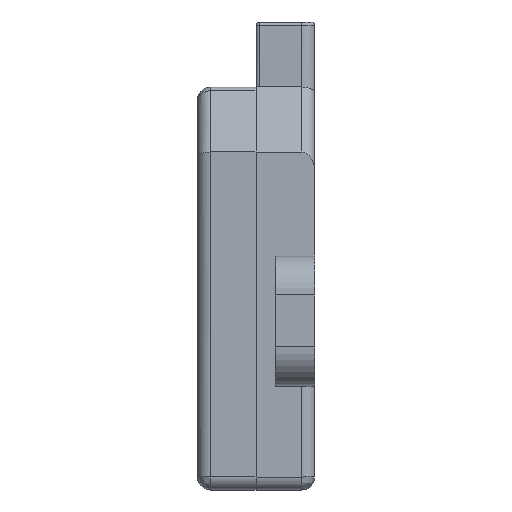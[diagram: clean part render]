
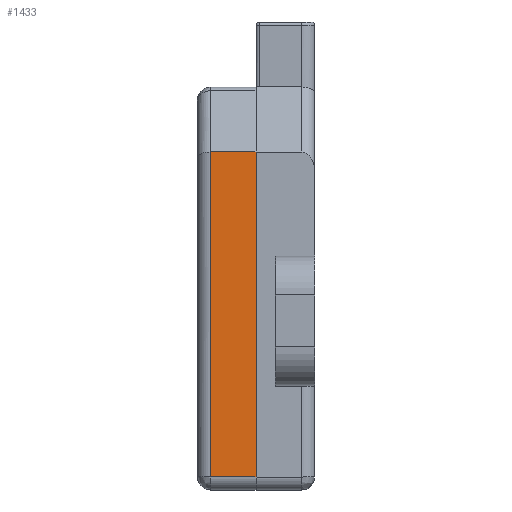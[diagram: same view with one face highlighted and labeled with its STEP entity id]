
A CAD part, left-side view. The second image highlights one B-rep face of the part: STEP entity #1433.
In plain terms, the highlighted planar face has unit normal (-1, 0, 0).
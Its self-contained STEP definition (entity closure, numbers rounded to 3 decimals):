
#96 = ORIENTED_EDGE ( 'NONE', *, *, #1717, .F. ) ;
#377 = EDGE_CURVE ( 'NONE', #2148, #1507, #1567, .T. ) ;
#441 = DIRECTION ( 'NONE',  ( 0., 1., 0. ) ) ;
#546 = LINE ( 'NONE', #1699, #2409 ) ;
#564 = DIRECTION ( 'NONE',  ( 1., 0., 0. ) ) ;
#627 = EDGE_CURVE ( 'NONE', #1631, #1336, #1051, .T. ) ;
#635 = CARTESIAN_POINT ( 'NONE',  ( -16.5, 4.5, -17. ) ) ;
#829 = CARTESIAN_POINT ( 'NONE',  ( -16.5, 8., 8. ) ) ;
#931 = CARTESIAN_POINT ( 'NONE',  ( -16.5, 4.5, -2.5 ) ) ;
#997 = VECTOR ( 'NONE', #1778, 1000. ) ;
#1045 = CARTESIAN_POINT ( 'NONE',  ( -16.5, 8., -17. ) ) ;
#1051 = LINE ( 'NONE', #931, #2011 ) ;
#1096 = ORIENTED_EDGE ( 'NONE', *, *, #1689, .F. ) ;
#1336 = VERTEX_POINT ( 'NONE', #1501 ) ;
#1347 = CARTESIAN_POINT ( 'NONE',  ( -16.5, 4.5, 8. ) ) ;
#1354 = PLANE ( 'NONE',  #1819 ) ;
#1433 = ADVANCED_FACE ( 'NONE', ( #1599 ), #1354, .F. ) ;
#1501 = CARTESIAN_POINT ( 'NONE',  ( -16.5, 4.5, 8. ) ) ;
#1507 = VERTEX_POINT ( 'NONE', #829 ) ;
#1556 = DIRECTION ( 'NONE',  ( 0., 0., -1. ) ) ;
#1567 = LINE ( 'NONE', #1762, #997 ) ;
#1593 = LINE ( 'NONE', #1838, #2044 ) ;
#1599 = FACE_OUTER_BOUND ( 'NONE', #1965, .T. ) ;
#1631 = VERTEX_POINT ( 'NONE', #635 ) ;
#1689 = EDGE_CURVE ( 'NONE', #1631, #2148, #1593, .T. ) ;
#1699 = CARTESIAN_POINT ( 'NONE',  ( -16.5, 6.25, 8. ) ) ;
#1717 = EDGE_CURVE ( 'NONE', #1507, #1336, #546, .T. ) ;
#1762 = CARTESIAN_POINT ( 'NONE',  ( -16.5, 8., -4.5 ) ) ;
#1778 = DIRECTION ( 'NONE',  ( 0., 0., 1. ) ) ;
#1819 = AXIS2_PLACEMENT_3D ( 'NONE', #1347, #564, #1556 ) ;
#1838 = CARTESIAN_POINT ( 'NONE',  ( -16.5, 6.25, -17. ) ) ;
#1965 = EDGE_LOOP ( 'NONE', ( #2116, #96, #2242, #1096 ) ) ;
#2011 = VECTOR ( 'NONE', #2139, 1000. ) ;
#2044 = VECTOR ( 'NONE', #441, 1000. ) ;
#2116 = ORIENTED_EDGE ( 'NONE', *, *, #627, .T. ) ;
#2139 = DIRECTION ( 'NONE',  ( 0., 0., 1. ) ) ;
#2148 = VERTEX_POINT ( 'NONE', #1045 ) ;
#2242 = ORIENTED_EDGE ( 'NONE', *, *, #377, .F. ) ;
#2409 = VECTOR ( 'NONE', #2474, 1000. ) ;
#2474 = DIRECTION ( 'NONE',  ( 0., -1., 0. ) ) ;
